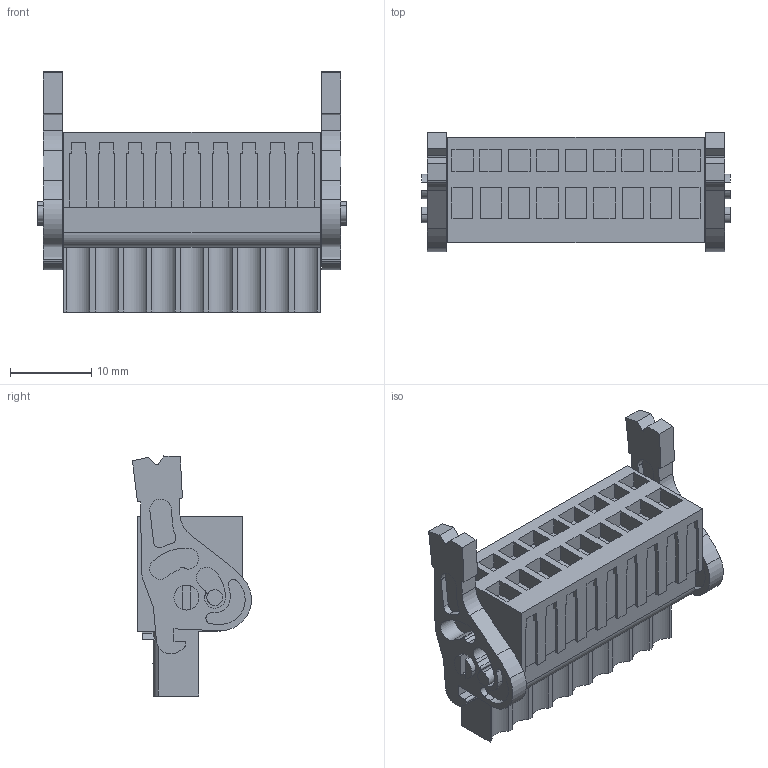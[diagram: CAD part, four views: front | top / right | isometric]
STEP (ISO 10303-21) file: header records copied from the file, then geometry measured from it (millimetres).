
FILE_DESCRIPTION(('CATIA V5 STEP Exchange','CAx-IF Rec.Pracs.--- Model Styling and Organization---1.2---2011-12-15'),'2;1');
FILE_NAME ('D1452702_0_1531310000_1531310000.stp','2017-05-26T10:24:26+00:00',('none'),('Weidmueller'),'CATIA Version 5-6 Release 2014','CATIA V5 STEP AP214','none');
FILE_SCHEMA(('AUTOMOTIVE_DESIGN { 1 0 10303 214 1 1 1 1 }'));
Length unit declared in the file: millimetre
Products named in the file (1): 1531310000
Bounding box: 37.9 x 14.64 x 29.52 mm (x, y, z)
Volume: 6798.6 mm3; surface area: 5123.7 mm2
Topology: 3 solids, 3 shells, 706 faces, 1969 edges, 1326 vertices
Faces by surface type: plane 579, cylinder 127
Entity records: 21105 total; most frequent: ORIENTED_EDGE 3938, CARTESIAN_POINT 3932, DIRECTION 2837, EDGE_CURVE 1969, VECTOR 1653, LINE 1653, VERTEX_POINT 1326, EDGE_LOOP 775
